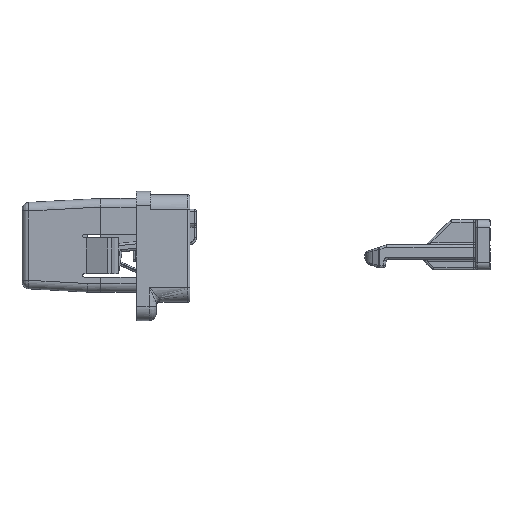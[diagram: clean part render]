
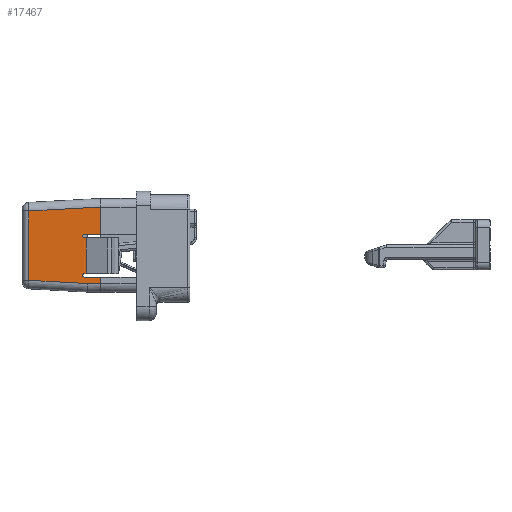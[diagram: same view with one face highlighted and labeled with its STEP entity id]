
A CAD part, front view. The second image highlights one B-rep face of the part: STEP entity #17467.
In plain terms, the highlighted free-form (B-spline) face has degree [1, 1] with [2, 2] control points.
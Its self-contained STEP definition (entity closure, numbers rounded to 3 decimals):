
#13006=CARTESIAN_POINT('',(-14.5,-6.368,1.));
#13007=VERTEX_POINT('',#13006);
#13013=CARTESIAN_POINT('',(-14.5,-6.368,-4.));
#13014=VERTEX_POINT('',#13013);
#13015=CARTESIAN_POINT('',(-14.5,-6.368,1.));
#13016=CARTESIAN_POINT('',(-14.5,-6.368,-4.));
#13017=QUASI_UNIFORM_CURVE('',1,(#13015,#13016),.UNSPECIFIED.,.F.,.U.);
#13018=EDGE_CURVE('',#13007,#13014,#13017,.T.);
#13120=CARTESIAN_POINT('',(-14.75,-6.358,1.));
#13121=VERTEX_POINT('',#13120);
#13127=CARTESIAN_POINT('',(-14.75,-6.358,1.));
#13128=CARTESIAN_POINT('',(-14.5,-6.368,1.));
#13129=QUASI_UNIFORM_CURVE('',1,(#13127,#13128),.UNSPECIFIED.,.F.,.U.);
#13130=EDGE_CURVE('',#13121,#13007,#13129,.T.);
#13189=CARTESIAN_POINT('',(-14.75,-6.358,-4.));
#13190=VERTEX_POINT('',#13189);
#13191=CARTESIAN_POINT('',(-14.5,-6.368,-4.));
#13192=CARTESIAN_POINT('',(-14.75,-6.358,-4.));
#13193=QUASI_UNIFORM_CURVE('',1,(#13191,#13192),.UNSPECIFIED.,.F.,.U.);
#13194=EDGE_CURVE('',#13014,#13190,#13193,.T.);
#13257=CARTESIAN_POINT('',(-14.75,-6.358,1.5));
#13258=VERTEX_POINT('',#13257);
#13264=CARTESIAN_POINT('',(-14.75,-6.358,1.));
#13265=CARTESIAN_POINT('',(-14.775,-6.357,1.));
#13266=CARTESIAN_POINT('',(-14.82,-6.355,1.007));
#13267=CARTESIAN_POINT('',(-14.891,-6.352,1.038));
#13268=CARTESIAN_POINT('',(-14.947,-6.35,1.089));
#13269=CARTESIAN_POINT('',(-14.983,-6.348,1.153));
#13270=CARTESIAN_POINT('',(-14.999,-6.348,1.211));
#13271=CARTESIAN_POINT('',(-15.002,-6.348,1.277));
#13272=CARTESIAN_POINT('',(-14.986,-6.348,1.341));
#13273=CARTESIAN_POINT('',(-14.951,-6.35,1.404));
#13274=CARTESIAN_POINT('',(-14.907,-6.352,1.448));
#13275=CARTESIAN_POINT('',(-14.84,-6.354,1.488));
#13276=CARTESIAN_POINT('',(-14.787,-6.356,1.5));
#13277=CARTESIAN_POINT('',(-14.75,-6.358,1.5));
#13278=B_SPLINE_CURVE_WITH_KNOTS('',3,(#13264,#13265,#13266,#13267,#13268,#13269,#13270,#13271,#13272,#13273,#13274,#13275,#13276,#13277),.UNSPECIFIED.,.F.,.U.,(4,1,1,1,1,1,1,1,1,1,1,4),(0.,0.074,0.135,0.233,0.295,0.356,0.411,0.491,0.552,0.626,0.675,0.786),.UNSPECIFIED.);
#13279=EDGE_CURVE('',#13121,#13258,#13278,.T.);
#13304=CARTESIAN_POINT('',(-14.75,-6.358,-4.5));
#13305=VERTEX_POINT('',#13304);
#13328=CARTESIAN_POINT('',(-14.75,-6.358,-4.5));
#13329=CARTESIAN_POINT('',(-14.785,-6.357,-4.5));
#13330=CARTESIAN_POINT('',(-14.846,-6.354,-4.487));
#13331=CARTESIAN_POINT('',(-14.912,-6.351,-4.444));
#13332=CARTESIAN_POINT('',(-14.958,-6.349,-4.394));
#13333=CARTESIAN_POINT('',(-14.988,-6.348,-4.337));
#13334=CARTESIAN_POINT('',(-15.002,-6.348,-4.269));
#13335=CARTESIAN_POINT('',(-14.999,-6.348,-4.207));
#13336=CARTESIAN_POINT('',(-14.981,-6.349,-4.148));
#13337=CARTESIAN_POINT('',(-14.945,-6.35,-4.087));
#13338=CARTESIAN_POINT('',(-14.885,-6.352,-4.033));
#13339=CARTESIAN_POINT('',(-14.813,-6.355,-4.005));
#13340=CARTESIAN_POINT('',(-14.768,-6.357,-4.));
#13341=CARTESIAN_POINT('',(-14.75,-6.358,-4.));
#13342=B_SPLINE_CURVE_WITH_KNOTS('',3,(#13328,#13329,#13330,#13331,#13332,#13333,#13334,#13335,#13336,#13337,#13338,#13339,#13340,#13341),.UNSPECIFIED.,.F.,.U.,(4,1,1,1,1,1,1,1,1,1,1,4),(0.,0.104,0.184,0.233,0.307,0.374,0.442,0.491,0.559,0.651,0.73,0.786),.UNSPECIFIED.);
#13343=EDGE_CURVE('',#13305,#13190,#13342,.T.);
#15907=CARTESIAN_POINT('',(-22.541,-6.039,-4.953));
#15908=VERTEX_POINT('',#15907);
#16053=CARTESIAN_POINT('',(-22.541,-6.039,4.753));
#16054=VERTEX_POINT('',#16053);
#16076=CARTESIAN_POINT('',(-22.541,-6.039,4.753));
#16077=CARTESIAN_POINT('',(-22.541,-6.039,-4.953));
#16078=QUASI_UNIFORM_CURVE('',1,(#16076,#16077),.UNSPECIFIED.,.F.,.U.);
#16079=EDGE_CURVE('',#16054,#15908,#16078,.T.);
#16339=CARTESIAN_POINT('',(-12.5,-6.45,5.3));
#16340=VERTEX_POINT('',#16339);
#16341=CARTESIAN_POINT('',(-12.5,-6.45,5.301));
#16342=VERTEX_POINT('',#16341);
#16343=CARTESIAN_POINT('',(-12.5,-6.45,5.3));
#16344=CARTESIAN_POINT('',(-12.5,-6.45,5.301));
#16345=QUASI_UNIFORM_CURVE('',1,(#16343,#16344),.UNSPECIFIED.,.F.,.U.);
#16346=EDGE_CURVE('',#16340,#16342,#16345,.T.);
#16444=CARTESIAN_POINT('',(-12.5,-6.45,5.301));
#16445=CARTESIAN_POINT('',(-22.541,-6.039,4.753));
#16446=QUASI_UNIFORM_CURVE('',1,(#16444,#16445),.UNSPECIFIED.,.F.,.U.);
#16447=EDGE_CURVE('',#16342,#16054,#16446,.T.);
#16619=CARTESIAN_POINT('',(-12.5,-6.45,-5.4));
#16620=VERTEX_POINT('',#16619);
#16634=CARTESIAN_POINT('',(-14.35,-6.374,-5.4));
#16635=VERTEX_POINT('',#16634);
#16636=CARTESIAN_POINT('',(-14.35,-6.374,-5.4));
#16637=CARTESIAN_POINT('',(-12.5,-6.45,-5.4));
#16638=QUASI_UNIFORM_CURVE('',1,(#16636,#16637),.UNSPECIFIED.,.F.,.U.);
#16639=EDGE_CURVE('',#16635,#16620,#16638,.T.);
#16693=CARTESIAN_POINT('',(-22.541,-6.039,-4.953));
#16694=CARTESIAN_POINT('',(-14.35,-6.374,-5.4));
#16695=QUASI_UNIFORM_CURVE('',1,(#16693,#16694),.UNSPECIFIED.,.F.,.U.);
#16696=EDGE_CURVE('',#15908,#16635,#16695,.T.);
#17266=CARTESIAN_POINT('',(-12.5,-6.45,1.5));
#17267=VERTEX_POINT('',#17266);
#17281=CARTESIAN_POINT('',(-12.5,-6.45,5.3));
#17282=CARTESIAN_POINT('',(-12.5,-6.45,1.5));
#17283=QUASI_UNIFORM_CURVE('',1,(#17281,#17282),.UNSPECIFIED.,.F.,.U.);
#17284=EDGE_CURVE('',#16340,#17267,#17283,.T.);
#17296=CARTESIAN_POINT('',(-12.5,-6.45,-4.5));
#17297=VERTEX_POINT('',#17296);
#17303=CARTESIAN_POINT('',(-12.5,-6.45,-4.5));
#17304=CARTESIAN_POINT('',(-12.5,-6.45,-5.4));
#17305=QUASI_UNIFORM_CURVE('',1,(#17303,#17304),.UNSPECIFIED.,.F.,.U.);
#17306=EDGE_CURVE('',#17297,#16620,#17305,.T.);
#17438=CARTESIAN_POINT('',(-11.998,-6.471,-5.935));
#17439=CARTESIAN_POINT('',(-23.042,-6.019,-5.935));
#17440=CARTESIAN_POINT('',(-11.998,-6.471,5.835));
#17441=CARTESIAN_POINT('',(-23.042,-6.019,5.835));
#17442=B_SPLINE_SURFACE_WITH_KNOTS('',1,1,((#17438,#17440),(#17439,#17441)),.UNSPECIFIED.,.F.,.F.,.U.,(2,2),(2,2),(0.0,11.053),(0.0,11.77),.UNSPECIFIED.);
#17443=ORIENTED_EDGE('',*,*,#13018,.F.);
#17444=ORIENTED_EDGE('',*,*,#13130,.F.);
#17445=ORIENTED_EDGE('',*,*,#13279,.T.);
#17446=CARTESIAN_POINT('',(-12.5,-6.45,1.5));
#17447=CARTESIAN_POINT('',(-14.75,-6.358,1.5));
#17448=QUASI_UNIFORM_CURVE('',1,(#17446,#17447),.UNSPECIFIED.,.F.,.U.);
#17449=EDGE_CURVE('',#17267,#13258,#17448,.T.);
#17450=ORIENTED_EDGE('',*,*,#17449,.F.);
#17451=ORIENTED_EDGE('',*,*,#17284,.F.);
#17452=ORIENTED_EDGE('',*,*,#16346,.T.);
#17453=ORIENTED_EDGE('',*,*,#16447,.T.);
#17454=ORIENTED_EDGE('',*,*,#16079,.T.);
#17455=ORIENTED_EDGE('',*,*,#16696,.T.);
#17456=ORIENTED_EDGE('',*,*,#16639,.T.);
#17457=ORIENTED_EDGE('',*,*,#17306,.F.);
#17458=CARTESIAN_POINT('',(-14.75,-6.358,-4.5));
#17459=CARTESIAN_POINT('',(-12.5,-6.45,-4.5));
#17460=QUASI_UNIFORM_CURVE('',1,(#17458,#17459),.UNSPECIFIED.,.F.,.U.);
#17461=EDGE_CURVE('',#13305,#17297,#17460,.T.);
#17462=ORIENTED_EDGE('',*,*,#17461,.F.);
#17463=ORIENTED_EDGE('',*,*,#13343,.T.);
#17464=ORIENTED_EDGE('',*,*,#13194,.F.);
#17465=EDGE_LOOP('',(#17443,#17444,#17445,#17450,#17451,#17452,#17453,#17454,#17455,#17456,#17457,#17462,#17463,#17464));
#17466=FACE_OUTER_BOUND('',#17465,.T.);
#17467=ADVANCED_FACE('',(#17466),#17442,.F.);
